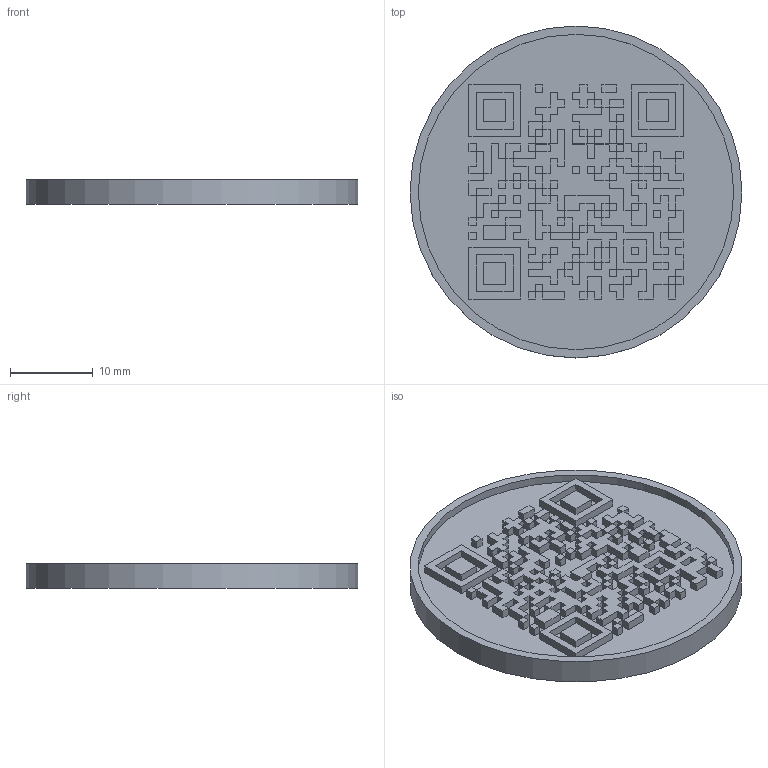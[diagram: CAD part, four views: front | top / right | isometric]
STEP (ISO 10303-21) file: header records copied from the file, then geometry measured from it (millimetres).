
FILE_DESCRIPTION(('Open CASCADE Model'),'2;1');
FILE_NAME('Open CASCADE Shape Model','2025-05-06T16:26:24',('Author'),( 'Open CASCADE'),'Open CASCADE STEP processor 7.7','Open CASCADE 7.7' ,'Unknown');
FILE_SCHEMA(('AUTOMOTIVE_DESIGN { 1 0 10303 214 1 1 1 1 }'));
Length unit declared in the file: millimetre
Products named in the file (1): Open CASCADE STEP translator 7.7 1
Bounding box: 40 x 40 x 3 mm (x, y, z)
Volume: 2965 mm3; surface area: 3787.1 mm2
Topology: 1 solids, 1 shells, 673 faces, 1600 edges, 952 vertices
Faces by surface type: plane 671, cylinder 2
Full cylindrical faces by diameter (mm): 38 x1, 40 x1
Entity records: 39592 total; most frequent: CARTESIAN_POINT 6426, DIRECTION 6152, LINE 4792, VECTOR 4792, ORIENTED_EDGE 3372, PCURVE 3200, DEFINITIONAL_REPRESENTATION 3200, EDGE_CURVE 1600
